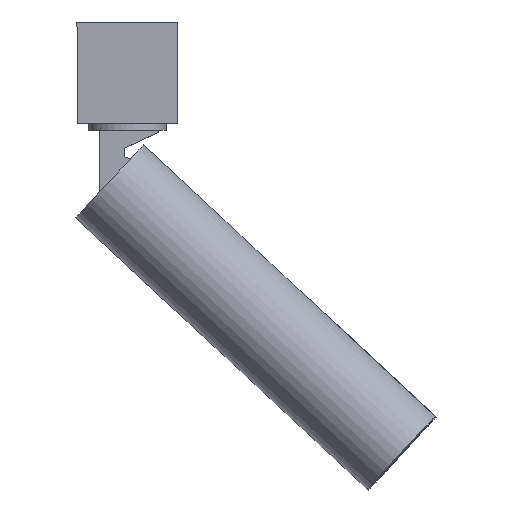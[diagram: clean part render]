
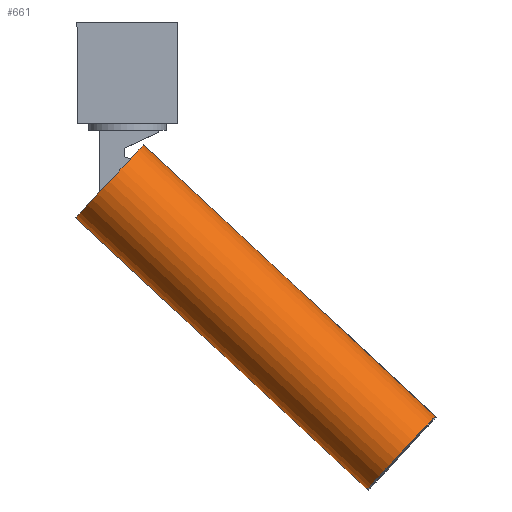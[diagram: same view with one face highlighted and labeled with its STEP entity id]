
A CAD part, left-side view. The second image highlights one B-rep face of the part: STEP entity #661.
In plain terms, the highlighted cylindrical face has radius 17.5 mm (diameter 35 mm), a full revolution.
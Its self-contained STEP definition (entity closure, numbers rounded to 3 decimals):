
#15=CYLINDRICAL_SURFACE('',#726,17.5);
#25=CIRCLE('',#723,17.5);
#26=CIRCLE('',#725,17.5);
#47=FACE_OUTER_BOUND('',#88,.T.);
#88=EDGE_LOOP('',(#493,#494,#495,#496));
#152=LINE('',#1012,#234);
#234=VECTOR('',#827,17.5);
#304=VERTEX_POINT('',#1006);
#305=VERTEX_POINT('',#1009);
#374=EDGE_CURVE('',#304,#304,#25,.T.);
#375=EDGE_CURVE('',#305,#305,#26,.T.);
#376=EDGE_CURVE('',#305,#304,#152,.T.);
#493=ORIENTED_EDGE('',*,*,#375,.F.);
#494=ORIENTED_EDGE('',*,*,#376,.T.);
#495=ORIENTED_EDGE('',*,*,#374,.F.);
#496=ORIENTED_EDGE('',*,*,#376,.F.);
#661=ADVANCED_FACE('',(#47),#15,.T.);
#723=AXIS2_PLACEMENT_3D('',#1007,#819,#820);
#725=AXIS2_PLACEMENT_3D('',#1010,#823,#824);
#726=AXIS2_PLACEMENT_3D('',#1011,#825,#826);
#819=DIRECTION('center_axis',(-0.007,-0.732,-0.682));
#820=DIRECTION('ref_axis',(1.,-0.01,0.));
#823=DIRECTION('center_axis',(0.007,0.732,0.682));
#824=DIRECTION('ref_axis',(1.,-0.01,0.));
#825=DIRECTION('center_axis',(0.007,0.732,0.682));
#826=DIRECTION('ref_axis',(1.,-0.01,0.));
#827=DIRECTION('',(-0.007,-0.732,-0.682));
#1006=CARTESIAN_POINT('',(-98.467,-96.023,-152.961));
#1007=CARTESIAN_POINT('Origin',(-80.968,-96.199,-152.961));
#1009=CARTESIAN_POINT('',(-97.437,6.389,-57.51));
#1010=CARTESIAN_POINT('Origin',(-79.937,6.213,-57.51));
#1011=CARTESIAN_POINT('Origin',(-80.968,-96.199,-152.961));
#1012=CARTESIAN_POINT('',(-98.467,-96.023,-152.961));
